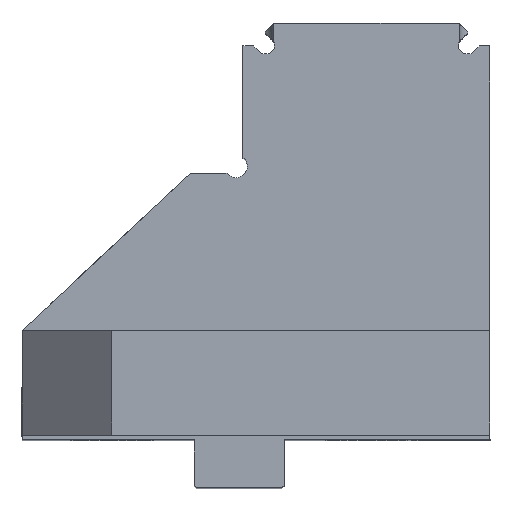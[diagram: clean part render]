
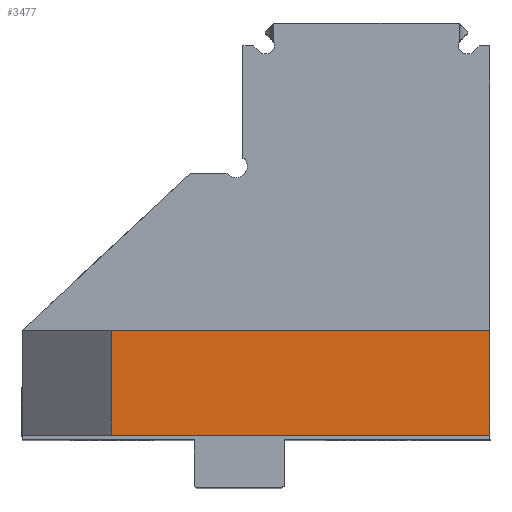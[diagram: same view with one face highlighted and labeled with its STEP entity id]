
A CAD part, top view. The second image highlights one B-rep face of the part: STEP entity #3477.
In plain terms, the highlighted planar face has unit normal (0, 0, 1).
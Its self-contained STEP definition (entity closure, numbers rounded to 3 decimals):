
#282 = LINE ( 'NONE', #2353, #860 ) ;
#386 = CARTESIAN_POINT ( 'NONE',  ( -17., 7., 48. ) ) ;
#652 = VERTEX_POINT ( 'NONE', #1687 ) ;
#860 = VECTOR ( 'NONE', #1851, 1000. ) ;
#1109 = VECTOR ( 'NONE', #1605, 1000. ) ;
#1225 = CARTESIAN_POINT ( 'NONE',  ( 33.5, 7., 48. ) ) ;
#1247 = CARTESIAN_POINT ( 'NONE',  ( 33.5, 7., 48. ) ) ;
#1357 = DIRECTION ( 'NONE',  ( 0., 0., 1. ) ) ;
#1587 = EDGE_CURVE ( 'NONE', #2494, #3932, #282, .T. ) ;
#1605 = DIRECTION ( 'NONE',  ( 1., 0., 0. ) ) ;
#1687 = CARTESIAN_POINT ( 'NONE',  ( 33.5, 21., 48. ) ) ;
#1851 = DIRECTION ( 'NONE',  ( 1., 0., 0. ) ) ;
#1867 = LINE ( 'NONE', #2092, #1109 ) ;
#2086 = CARTESIAN_POINT ( 'NONE',  ( -17., 21., 48. ) ) ;
#2092 = CARTESIAN_POINT ( 'NONE',  ( -29., 21., 48. ) ) ;
#2153 = DIRECTION ( 'NONE',  ( 0., -1., 0. ) ) ;
#2353 = CARTESIAN_POINT ( 'NONE',  ( -29., 7., 48. ) ) ;
#2494 = VERTEX_POINT ( 'NONE', #386 ) ;
#3009 = VECTOR ( 'NONE', #2153, 1000. ) ;
#3072 = LINE ( 'NONE', #1247, #6772 ) ;
#3150 = CARTESIAN_POINT ( 'NONE',  ( -17., 7., 48. ) ) ;
#3422 = LINE ( 'NONE', #3150, #3009 ) ;
#3445 = PLANE ( 'NONE',  #4713 ) ;
#3477 = ADVANCED_FACE ( 'NONE', ( #4887 ), #3445, .T. ) ;
#3884 = ORIENTED_EDGE ( 'NONE', *, *, #6757, .T. ) ;
#3932 = VERTEX_POINT ( 'NONE', #1225 ) ;
#3934 = DIRECTION ( 'NONE',  ( 0., 1., 0. ) ) ;
#4014 = EDGE_CURVE ( 'NONE', #3932, #652, #3072, .T. ) ;
#4713 = AXIS2_PLACEMENT_3D ( 'NONE', #5515, #1357, #5490 ) ;
#4756 = VERTEX_POINT ( 'NONE', #2086 ) ;
#4887 = FACE_OUTER_BOUND ( 'NONE', #6701, .T. ) ;
#5051 = ORIENTED_EDGE ( 'NONE', *, *, #1587, .T. ) ;
#5160 = ORIENTED_EDGE ( 'NONE', *, *, #6790, .F. ) ;
#5202 = ORIENTED_EDGE ( 'NONE', *, *, #4014, .T. ) ;
#5490 = DIRECTION ( 'NONE',  ( 1., 0., 0. ) ) ;
#5515 = CARTESIAN_POINT ( 'NONE',  ( -29., 0., 48. ) ) ;
#6701 = EDGE_LOOP ( 'NONE', ( #5160, #3884, #5051, #5202 ) ) ;
#6757 = EDGE_CURVE ( 'NONE', #4756, #2494, #3422, .T. ) ;
#6772 = VECTOR ( 'NONE', #3934, 1000. ) ;
#6790 = EDGE_CURVE ( 'NONE', #4756, #652, #1867, .T. ) ;
